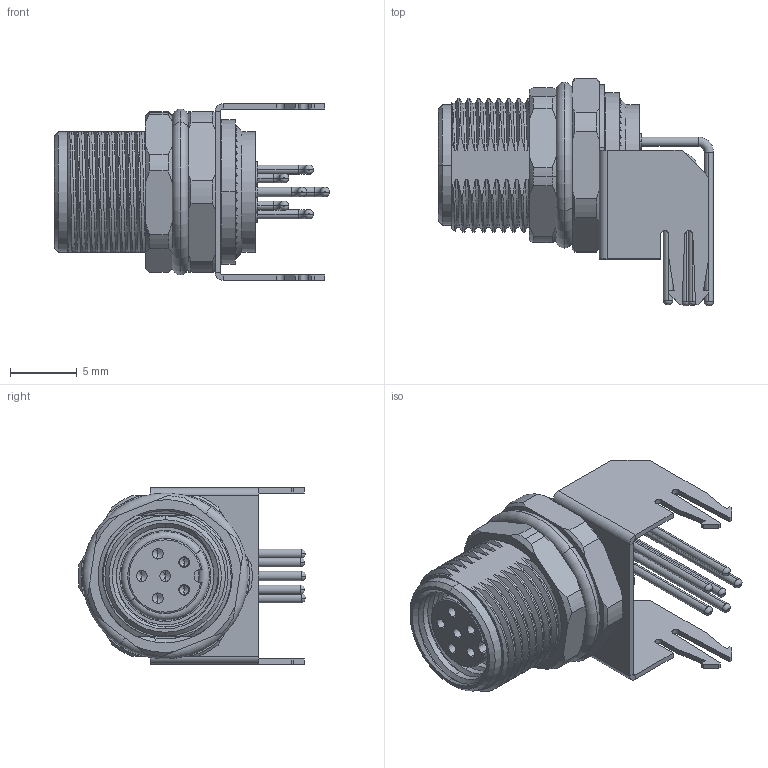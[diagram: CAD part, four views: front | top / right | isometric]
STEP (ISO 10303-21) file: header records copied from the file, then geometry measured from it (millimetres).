
FILE_DESCRIPTION (( 'STEP AP203' ), '1' );
FILE_NAME ('54-00321revA.STEP', '2023-02-08T21:57:25', ( '' ), ( '' ), 'SwSTEP 2.0', 'SolidWorks 2021', '' );
FILE_SCHEMA (( 'CONFIG_CONTROL_DESIGN' ));
Length unit declared in the file: millimetre
Products named in the file (11): 54-00321-01___; 54-00321-10; 54-00321-07; 54-00321-03; 54-00321-02___; 54-00321-06___; 54-00321-09; 54-00321-08; 54-00321revA; 54-00321-05___; 54-00321-04___
Assembly tree (12 placements, depth 2):
  54-00321revA
    54-00321-01___
    54-00321-02___
    54-00321-03  x2
    54-00321-08  x2
    54-00321-04___
    54-00321-05___
    54-00321-06___
    54-00321-07
    54-00321-09
    54-00321-10
Bounding box: 20.55 x 16.99 x 13.2 mm (x, y, z)
Volume: 1204.2 mm3; surface area: 3283.8 mm2
Topology: 12 solids, 12 shells, 1322 faces, 3218 edges, 1937 vertices
Faces by surface type: plane 508, cylinder 366, cone 315, bspline 70, torus 63
Entity records: 59703 total; most frequent: CARTESIAN_POINT 35039, ORIENTED_EDGE 5172, DIRECTION 4666, EDGE_CURVE 2586, AXIS2_PLACEMENT_3D 1855, VERTEX_POINT 1585, EDGE_LOOP 1089, FACE_OUTER_BOUND 1044
